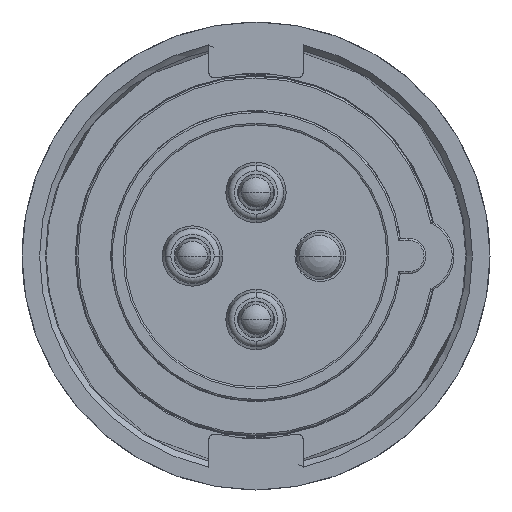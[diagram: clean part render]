
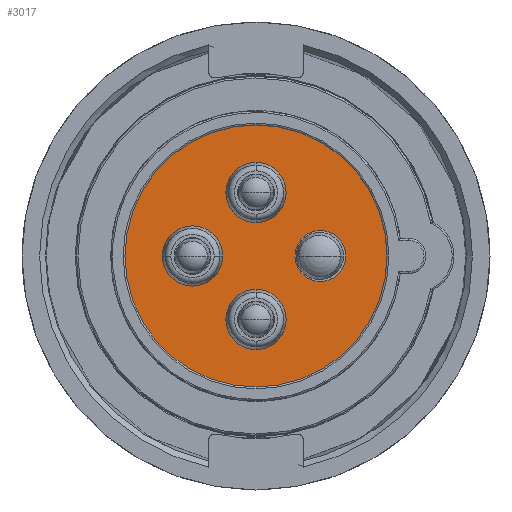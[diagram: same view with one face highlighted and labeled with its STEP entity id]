
A CAD part, front view. The second image highlights one B-rep face of the part: STEP entity #3017.
In plain terms, the highlighted planar face has unit normal (0, -1, 0).
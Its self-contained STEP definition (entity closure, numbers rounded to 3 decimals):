
#2154=PLANE('',#26533);
#2651=FACE_BOUND('',#6193,.T.);
#2652=FACE_BOUND('',#6194,.T.);
#2653=FACE_BOUND('',#6195,.T.);
#2654=FACE_BOUND('',#6196,.T.);
#2655=FACE_BOUND('',#6197,.T.);
#3017=ADVANCED_FACE('',(#2651,#2652,#2653,#2654,#2655),#2154,.T.);
#6193=EDGE_LOOP('',(#9350,#9351));
#6194=EDGE_LOOP('',(#9352,#9353));
#6195=EDGE_LOOP('',(#9354,#9355));
#6196=EDGE_LOOP('',(#9356,#9357));
#6197=EDGE_LOOP('',(#9358,#9359));
#7787=CIRCLE('',#26519,22.175);
#7788=CIRCLE('',#26521,22.175);
#7790=CIRCLE('',#26525,4.3);
#7791=CIRCLE('',#26526,4.3);
#7792=CIRCLE('',#26527,5.1);
#7793=CIRCLE('',#26528,5.1);
#7794=CIRCLE('',#26529,5.1);
#7795=CIRCLE('',#26530,5.1);
#7796=CIRCLE('',#26531,5.1);
#7797=CIRCLE('',#26532,5.1);
#9350=ORIENTED_EDGE('',*,*,#19532,.T.);
#9351=ORIENTED_EDGE('',*,*,#19530,.F.);
#9352=ORIENTED_EDGE('',*,*,#19534,.T.);
#9353=ORIENTED_EDGE('',*,*,#19535,.T.);
#9354=ORIENTED_EDGE('',*,*,#19536,.T.);
#9355=ORIENTED_EDGE('',*,*,#19537,.T.);
#9356=ORIENTED_EDGE('',*,*,#19538,.T.);
#9357=ORIENTED_EDGE('',*,*,#19539,.T.);
#9358=ORIENTED_EDGE('',*,*,#19540,.T.);
#9359=ORIENTED_EDGE('',*,*,#19541,.T.);
#16871=VERTEX_POINT('',#36016);
#16872=VERTEX_POINT('',#36018);
#16873=VERTEX_POINT('',#36026);
#16874=VERTEX_POINT('',#36027);
#16875=VERTEX_POINT('',#36030);
#16876=VERTEX_POINT('',#36031);
#16877=VERTEX_POINT('',#36034);
#16878=VERTEX_POINT('',#36035);
#16879=VERTEX_POINT('',#36038);
#16880=VERTEX_POINT('',#36039);
#19530=EDGE_CURVE('',#16871,#16872,#7787,.T.);
#19532=EDGE_CURVE('',#16871,#16872,#7788,.T.);
#19534=EDGE_CURVE('',#16873,#16874,#7790,.T.);
#19535=EDGE_CURVE('',#16874,#16873,#7791,.T.);
#19536=EDGE_CURVE('',#16875,#16876,#7792,.T.);
#19537=EDGE_CURVE('',#16876,#16875,#7793,.T.);
#19538=EDGE_CURVE('',#16877,#16878,#7794,.T.);
#19539=EDGE_CURVE('',#16878,#16877,#7795,.T.);
#19540=EDGE_CURVE('',#16879,#16880,#7796,.T.);
#19541=EDGE_CURVE('',#16880,#16879,#7797,.T.);
#26519=AXIS2_PLACEMENT_3D('',#36017,#29163,#29164);
#26521=AXIS2_PLACEMENT_3D('',#36021,#29168,#29169);
#26525=AXIS2_PLACEMENT_3D('',#36025,#29176,#29177);
#26526=AXIS2_PLACEMENT_3D('',#36028,#29178,#29179);
#26527=AXIS2_PLACEMENT_3D('',#36029,#29180,#29181);
#26528=AXIS2_PLACEMENT_3D('',#36032,#29182,#29183);
#26529=AXIS2_PLACEMENT_3D('',#36033,#29184,#29185);
#26530=AXIS2_PLACEMENT_3D('',#36036,#29186,#29187);
#26531=AXIS2_PLACEMENT_3D('',#36037,#29188,#29189);
#26532=AXIS2_PLACEMENT_3D('',#36040,#29190,#29191);
#26533=AXIS2_PLACEMENT_3D('',#36041,#29192,#29193);
#29163=DIRECTION('',(0.,1.,0.));
#29164=DIRECTION('',(-1.,0.,0.));
#29168=DIRECTION('',(0.,-1.,0.));
#29169=DIRECTION('',(-1.,0.,0.));
#29176=DIRECTION('',(0.,1.,0.));
#29177=DIRECTION('',(-1.,0.,0.));
#29178=DIRECTION('',(0.,1.,0.));
#29179=DIRECTION('',(1.,0.,0.));
#29180=DIRECTION('',(0.,1.,0.));
#29181=DIRECTION('',(-1.,0.,0.));
#29182=DIRECTION('',(0.,1.,0.));
#29183=DIRECTION('',(1.,0.,0.));
#29184=DIRECTION('',(0.,1.,0.));
#29185=DIRECTION('',(0.,0.,-1.));
#29186=DIRECTION('',(0.,1.,0.));
#29187=DIRECTION('',(0.,0.,1.));
#29188=DIRECTION('',(0.,1.,0.));
#29189=DIRECTION('',(0.,0.,1.));
#29190=DIRECTION('',(0.,1.,0.));
#29191=DIRECTION('',(0.,0.,-1.));
#29192=DIRECTION('',(0.,-1.,0.));
#29193=DIRECTION('',(1.,0.,0.));
#36016=CARTESIAN_POINT('',(-22.175,37.85,0.));
#36017=CARTESIAN_POINT('',(0.,37.85,0.));
#36018=CARTESIAN_POINT('',(22.175,37.85,0.));
#36021=CARTESIAN_POINT('',(0.,37.85,0.));
#36025=CARTESIAN_POINT('',(10.9,37.85,0.));
#36026=CARTESIAN_POINT('',(6.6,37.85,0.));
#36027=CARTESIAN_POINT('',(15.2,37.85,0.));
#36028=CARTESIAN_POINT('',(10.9,37.85,0.));
#36029=CARTESIAN_POINT('',(-10.75,37.85,0.));
#36030=CARTESIAN_POINT('',(-15.85,37.85,0.));
#36031=CARTESIAN_POINT('',(-5.65,37.85,0.));
#36032=CARTESIAN_POINT('',(-10.75,37.85,0.));
#36033=CARTESIAN_POINT('',(0.,37.85,-10.75));
#36034=CARTESIAN_POINT('',(0.,37.85,-15.85));
#36035=CARTESIAN_POINT('',(0.,37.85,-5.65));
#36036=CARTESIAN_POINT('',(0.,37.85,-10.75));
#36037=CARTESIAN_POINT('',(0.,37.85,10.75));
#36038=CARTESIAN_POINT('',(0.,37.85,15.85));
#36039=CARTESIAN_POINT('',(0.,37.85,5.65));
#36040=CARTESIAN_POINT('',(0.,37.85,10.75));
#36041=CARTESIAN_POINT('',(0.,37.85,0.));
